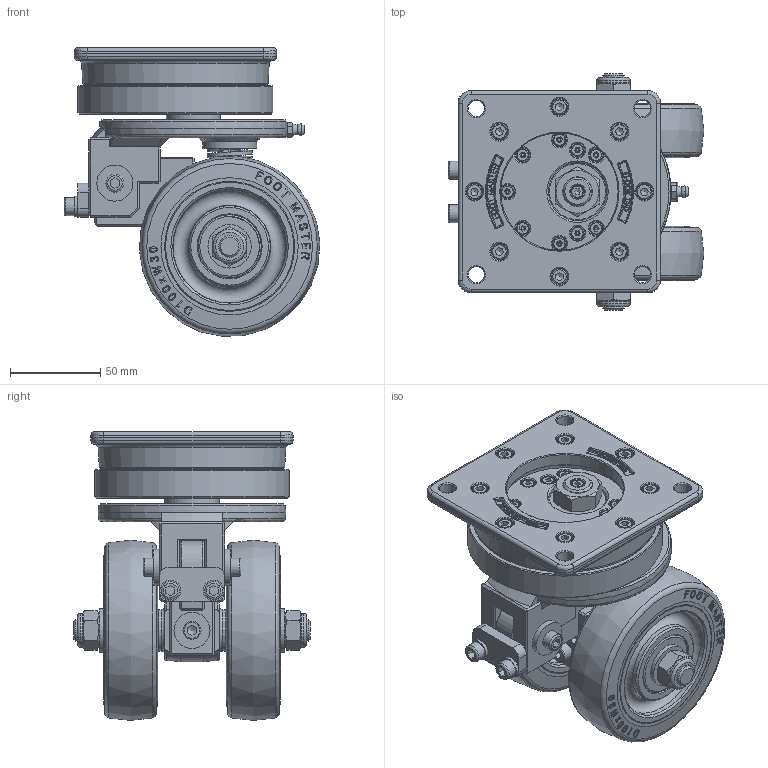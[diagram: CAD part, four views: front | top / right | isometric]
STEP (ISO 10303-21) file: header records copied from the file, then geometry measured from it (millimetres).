
FILE_DESCRIPTION(/* description */ (''),/* implementation_level */ '2;1');
FILE_NAME(/* name */ 'GAATSD-100-ASF-HUD.stp',/* time_stamp */ '2024-05-20T13:34:28+09:00',/* author */ ('admin'),/* organization */ (''),/* preprocessor_version */ 'ST-DEVELOPER v18.1',/* originating_system */ 'Autodesk Inventor 2021',/* authorisation */ '');
FILE_SCHEMA (('AUTOMOTIVE_DESIGN { 1 0 10303 214 3 1 1 }'));
Products named in the file (1): GAATSD-100-ASF-HUD_Shrinkwrap_1
Bounding box: 141.56 x 131 x 159.84 mm (x, y, z)
Volume: 961864.6 mm3; surface area: 167537.1 mm2
Topology: 1 solids, 6 shells, 1763 faces, 4632 edges, 3060 vertices
Faces by surface type: plane 896, bspline 423, cone 201, cylinder 160, torus 72, sphere 11
Full cylindrical faces by diameter (mm): 1 x1, 4.917 x1, 7 x10, 7.5 x1, 8 x9, 8.5 x8, 9 x4, 9.5 x8, 10 x7, 11.5 x3, 12 x4, 12.2 x2, 16 x2, 16.2 x1, 17 x4, 18.5 x2, 20 x4, 23 x2, 24 x2, 26 x1, 30 x2, 31 x1, 32 x1, 33 x2, 35 x6, 65 x1, 71 x1, 72 x4, 73 x1, 101 x1
Entity records: 70079 total; most frequent: CARTESIAN_POINT 29122, ORIENTED_EDGE 9238, DIRECTION 6541, EDGE_CURVE 4619, VERTEX_POINT 3060, AXIS2_PLACEMENT_3D 2245, LINE 2051, VECTOR 2051
